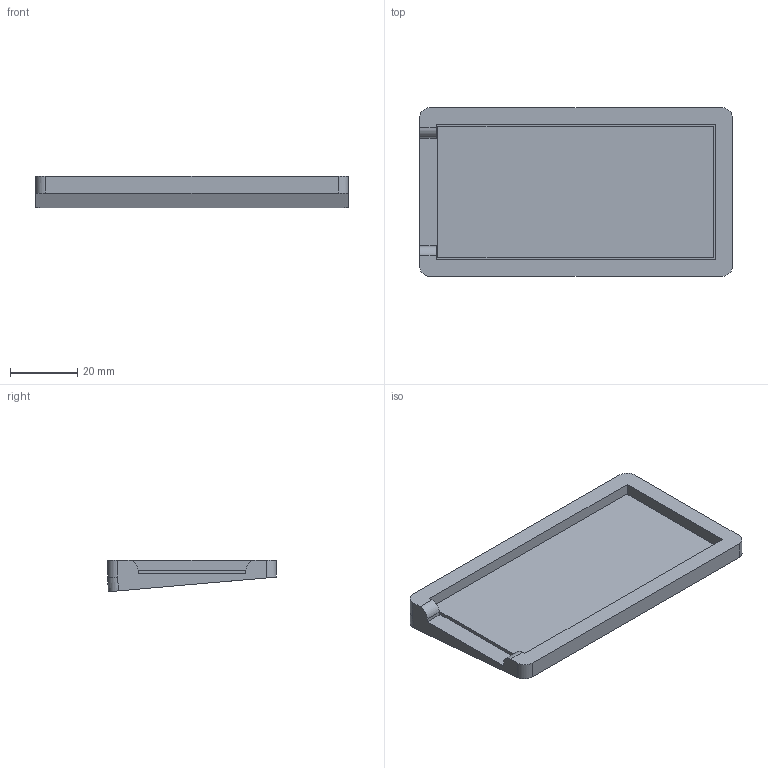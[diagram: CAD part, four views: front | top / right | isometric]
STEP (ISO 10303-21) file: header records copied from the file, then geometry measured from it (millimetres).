
FILE_DESCRIPTION(/* description */ (''),/* implementation_level */ '2;1');
FILE_NAME(/* name */ 'macro pad base with pcb.step',/* time_stamp */ '2026-01-06T21:00:23+11:00',/* author */ (''),/* organization */ (''),/* preprocessor_version */ 'ST-DEVELOPER v20.1',/* originating_system */ 'Autodesk Translation Framework v14.21.0.0',/* authorisation */ '');
FILE_SCHEMA (('AUTOMOTIVE_DESIGN { 1 0 10303 214 3 1 1 }'));
Length unit declared in the file: millimetre
Products named in the file (1): 2026-01-06-18-13-53-668
Bounding box: 92.9 x 50 x 9.36 mm (x, y, z)
Volume: 22574.1 mm3; surface area: 12278.5 mm2
Topology: 1 solids, 1 shells, 28 faces, 73 edges, 48 vertices
Faces by surface type: plane 19, cylinder 7, torus 2
Entity records: 900 total; most frequent: CARTESIAN_POINT 150, DIRECTION 149, ORIENTED_EDGE 146, EDGE_CURVE 73, LINE 55, VECTOR 55, VERTEX_POINT 48, AXIS2_PLACEMENT_3D 47
